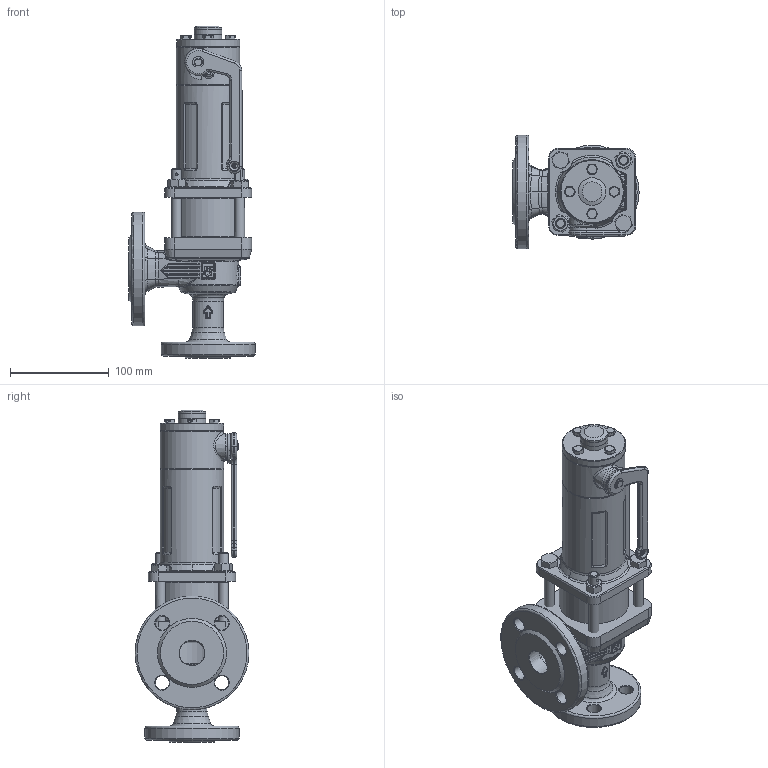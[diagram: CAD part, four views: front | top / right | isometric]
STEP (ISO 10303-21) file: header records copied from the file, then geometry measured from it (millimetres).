
FILE_DESCRIPTION(('HOOPS Exchange Step'),'2;1');
FILE_NAME('SF0612_DN15_15-25.stp','2025-06-27T13:34:04+02:00',('nieru'),('Unknown organisation'),'HOOPS Exchange 2024.2','HOOPS Exchange','Unknown authorisation');
FILE_SCHEMA( ('AP203_CONFIGURATION_CONTROLLED_3D_DESIGN_OF_MECHANICAL_PARTS_AND_ASSEMBLIES_MIM_LF') );
Length unit declared in the file: millimetre
Products named in the file (2): 0; root
Assembly tree (1 placements, depth 2):
  root
    0
Bounding box: 127.5 x 115 x 335.45 mm (x, y, z)
Volume: 1208752.9 mm3; surface area: 202444.5 mm2
Topology: 21 solids, 21 shells, 1420 faces, 3531 edges, 2153 vertices
Faces by surface type: bspline 509, cylinder 372, plane 293, torus 164, cone 79, sphere 3
Full cylindrical faces by diameter (mm): 2 x2, 3 x1, 3.9 x1, 5 x1, 6 x1, 8.2 x1, 8.376 x2, 8.9 x4, 10 x8, 14 x8, 15 x1, 15.5 x1, 17.3 x1, 25.8 x1, 28 x3, 31.2 x1, 33.189 x1, 57.325 x1, 64 x3, 66 x2, 70 x1, 95 x1, 115 x1
Entity records: 89137 total; most frequent: CARTESIAN_POINT 58679, ORIENTED_EDGE 6944, DIRECTION 5120, EDGE_CURVE 3472, VERTEX_POINT 2153, AXIS2_PLACEMENT_3D 2088, EDGE_LOOP 1515, FACE_BOUND 1515
